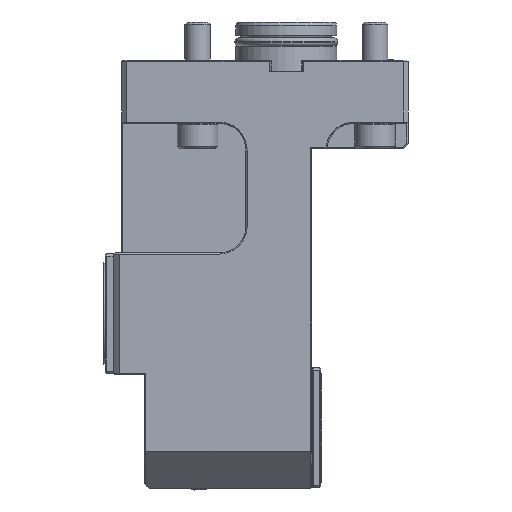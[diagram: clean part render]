
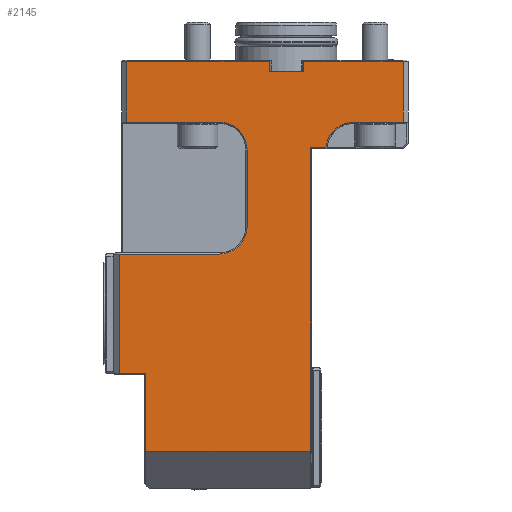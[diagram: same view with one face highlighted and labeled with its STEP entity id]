
A CAD part, front view. The second image highlights one B-rep face of the part: STEP entity #2145.
In plain terms, the highlighted planar face has unit normal (0, -1, 0).
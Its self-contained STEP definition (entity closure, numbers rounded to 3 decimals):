
#335=LINE('',#9635,#882);
#339=LINE('',#9647,#886);
#340=LINE('',#9649,#887);
#342=LINE('',#9654,#889);
#379=LINE('',#9810,#926);
#383=LINE('',#9819,#930);
#388=LINE('',#9834,#935);
#389=LINE('',#9836,#936);
#399=LINE('',#9859,#946);
#414=LINE('',#9898,#961);
#415=LINE('',#9900,#962);
#420=LINE('',#9915,#967);
#449=LINE('',#9973,#996);
#497=LINE('',#10107,#1044);
#498=LINE('',#10110,#1045);
#499=LINE('',#10111,#1046);
#500=LINE('',#10112,#1047);
#882=VECTOR('',#7062,1.);
#886=VECTOR('',#7074,1.);
#887=VECTOR('',#7077,1.);
#889=VECTOR('',#7083,1.);
#926=VECTOR('',#7196,1.);
#930=VECTOR('',#7208,1.);
#935=VECTOR('',#7215,1.);
#936=VECTOR('',#7218,1.);
#946=VECTOR('',#7242,1.);
#961=VECTOR('',#7283,1.);
#962=VECTOR('',#7286,1.);
#967=VECTOR('',#7299,1.);
#996=VECTOR('',#7350,1.);
#1044=VECTOR('',#7470,1.);
#1045=VECTOR('',#7473,1.);
#1046=VECTOR('',#7474,1.);
#1047=VECTOR('',#7475,1.);
#1398=PLANE('',#6213);
#1675=FACE_OUTER_BOUND('',#2718,.T.);
#1842=CIRCLE('',#6162,11.);
#1854=CIRCLE('',#6210,11.);
#1855=CIRCLE('',#6212,11.);
#2145=ADVANCED_FACE('',(#1675),#1398,.F.);
#2718=EDGE_LOOP('',(#3921,#3922,#3923,#3924,#3925,#3926,#3927,#3928,#3929,
#3930,#3931,#3932,#3933,#3934,#3935,#3936,#3937,#3938,#3939,#3940));
#3921=ORIENTED_EDGE('',*,*,#5517,.T.);
#3922=ORIENTED_EDGE('',*,*,#5580,.T.);
#3923=ORIENTED_EDGE('',*,*,#5581,.T.);
#3924=ORIENTED_EDGE('',*,*,#5487,.T.);
#3925=ORIENTED_EDGE('',*,*,#5484,.T.);
#3926=ORIENTED_EDGE('',*,*,#5582,.T.);
#3927=ORIENTED_EDGE('',*,*,#5480,.T.);
#3928=ORIENTED_EDGE('',*,*,#5583,.T.);
#3929=ORIENTED_EDGE('',*,*,#5479,.T.);
#3930=ORIENTED_EDGE('',*,*,#5459,.T.);
#3931=ORIENTED_EDGE('',*,*,#5447,.T.);
#3932=ORIENTED_EDGE('',*,*,#5446,.T.);
#3933=ORIENTED_EDGE('',*,*,#5579,.T.);
#3934=ORIENTED_EDGE('',*,*,#5584,.T.);
#3935=ORIENTED_EDGE('',*,*,#5440,.T.);
#3936=ORIENTED_EDGE('',*,*,#5435,.T.);
#3937=ORIENTED_EDGE('',*,*,#5374,.T.);
#3938=ORIENTED_EDGE('',*,*,#5371,.F.);
#3939=ORIENTED_EDGE('',*,*,#5370,.T.);
#3940=ORIENTED_EDGE('',*,*,#5364,.T.);
#4687=VERTEX_POINT('',#9426);
#4694=VERTEX_POINT('',#9440);
#4729=VERTEX_POINT('',#9543);
#4751=VERTEX_POINT('',#9636);
#4754=VERTEX_POINT('',#9646);
#4755=VERTEX_POINT('',#9650);
#4756=VERTEX_POINT('',#9655);
#4787=VERTEX_POINT('',#9804);
#4790=VERTEX_POINT('',#9820);
#4792=VERTEX_POINT('',#9826);
#4794=VERTEX_POINT('',#9833);
#4810=VERTEX_POINT('',#9895);
#4812=VERTEX_POINT('',#9901);
#4813=VERTEX_POINT('',#9902);
#4815=VERTEX_POINT('',#9908);
#4816=VERTEX_POINT('',#9910);
#4818=VERTEX_POINT('',#9916);
#4835=VERTEX_POINT('',#9972);
#4869=VERTEX_POINT('',#10104);
#4870=VERTEX_POINT('',#10108);
#5364=EDGE_CURVE('',#4751,#4729,#335,.T.);
#5370=EDGE_CURVE('',#4754,#4751,#339,.T.);
#5371=EDGE_CURVE('',#4754,#4755,#340,.T.);
#5374=EDGE_CURVE('',#4756,#4755,#342,.T.);
#5435=EDGE_CURVE('',#4787,#4756,#379,.T.);
#5440=EDGE_CURVE('',#4790,#4787,#383,.T.);
#5446=EDGE_CURVE('',#4792,#4794,#388,.T.);
#5447=EDGE_CURVE('',#4694,#4792,#389,.T.);
#5459=EDGE_CURVE('',#4687,#4694,#399,.T.);
#5479=EDGE_CURVE('',#4810,#4687,#414,.T.);
#5480=EDGE_CURVE('',#4812,#4813,#415,.T.);
#5484=EDGE_CURVE('',#4816,#4815,#1842,.T.);
#5487=EDGE_CURVE('',#4818,#4816,#420,.T.);
#5517=EDGE_CURVE('',#4729,#4835,#449,.T.);
#5579=EDGE_CURVE('',#4794,#4869,#1854,.T.);
#5580=EDGE_CURVE('',#4835,#4870,#497,.T.);
#5581=EDGE_CURVE('',#4870,#4818,#1855,.T.);
#5582=EDGE_CURVE('',#4815,#4812,#498,.T.);
#5583=EDGE_CURVE('',#4813,#4810,#499,.T.);
#5584=EDGE_CURVE('',#4869,#4790,#500,.T.);
#6162=AXIS2_PLACEMENT_3D('',#9909,#7292,#7293);
#6210=AXIS2_PLACEMENT_3D('',#10105,#7466,#7467);
#6212=AXIS2_PLACEMENT_3D('',#10109,#7471,#7472);
#6213=AXIS2_PLACEMENT_3D('',#10113,#7476,#7477);
#7062=DIRECTION('',(-1.,0.,0.));
#7074=DIRECTION('',(0.,0.,1.));
#7077=DIRECTION('',(1.,0.,0.));
#7083=DIRECTION('',(0.,0.,-1.));
#7196=DIRECTION('',(-1.,0.,0.));
#7208=DIRECTION('',(0.,0.,1.));
#7215=DIRECTION('',(1.,0.,0.));
#7218=DIRECTION('',(0.,0.,1.));
#7242=DIRECTION('',(1.,0.,0.));
#7283=DIRECTION('',(0.,0.,-1.));
#7286=DIRECTION('',(0.,0.,-1.));
#7292=DIRECTION('',(0.,1.,0.));
#7293=DIRECTION('',(1.,0.,0.));
#7299=DIRECTION('',(0.,0.,-1.));
#7350=DIRECTION('',(0.,0.,-1.));
#7466=DIRECTION('',(0.,1.,0.));
#7467=DIRECTION('',(1.,0.,0.));
#7470=DIRECTION('',(1.,0.,0.));
#7471=DIRECTION('',(0.,1.,0.));
#7472=DIRECTION('',(1.,0.,0.));
#7473=DIRECTION('',(-1.,0.,0.));
#7474=DIRECTION('',(1.,0.,0.));
#7475=DIRECTION('',(1.,0.,0.));
#7476=DIRECTION('',(0.,1.,0.));
#7477=DIRECTION('',(-1.,0.,0.));
#9426=CARTESIAN_POINT('',(-55.5,-38.7,-154.3));
#9440=CARTESIAN_POINT('',(9.5,-38.7,-154.3));
#9543=CARTESIAN_POINT('',(-63.,-38.7,-0.5));
#9635=CARTESIAN_POINT('',(48.,-38.7,-0.5));
#9636=CARTESIAN_POINT('',(-6.8,-38.7,-0.5));
#9646=CARTESIAN_POINT('',(-6.8,-38.7,-4.5));
#9647=CARTESIAN_POINT('',(-6.8,-38.7,-169.));
#9649=CARTESIAN_POINT('',(48.,-38.7,-4.5));
#9650=CARTESIAN_POINT('',(6.8,-38.7,-4.5));
#9654=CARTESIAN_POINT('',(6.8,-38.7,-169.));
#9655=CARTESIAN_POINT('',(6.8,-38.7,-0.5));
#9804=CARTESIAN_POINT('',(46.,-38.7,-0.5));
#9810=CARTESIAN_POINT('',(48.,-38.7,-0.5));
#9819=CARTESIAN_POINT('',(46.,-38.7,-169.));
#9820=CARTESIAN_POINT('',(46.,-38.7,-24.5));
#9826=CARTESIAN_POINT('',(9.5,-38.7,-34.5));
#9833=CARTESIAN_POINT('',(15.546,-38.7,-34.5));
#9834=CARTESIAN_POINT('',(48.,-38.7,-34.5));
#9836=CARTESIAN_POINT('',(9.5,-38.7,-35.));
#9859=CARTESIAN_POINT('',(-219.107,-38.7,-154.3));
#9895=CARTESIAN_POINT('',(-55.5,-38.7,-123.5));
#9898=CARTESIAN_POINT('',(-55.5,-38.7,-169.));
#9900=CARTESIAN_POINT('',(-66.,-38.7,-169.));
#9901=CARTESIAN_POINT('',(-66.,-38.7,-76.5));
#9902=CARTESIAN_POINT('',(-66.,-38.7,-123.5));
#9908=CARTESIAN_POINT('',(-26.5,-38.7,-76.5));
#9909=CARTESIAN_POINT('',(-26.5,-38.7,-65.5));
#9910=CARTESIAN_POINT('',(-15.5,-38.7,-65.5));
#9915=CARTESIAN_POINT('',(-15.5,-38.7,-65.5));
#9916=CARTESIAN_POINT('',(-15.5,-38.7,-35.5));
#9972=CARTESIAN_POINT('',(-63.,-38.7,-24.5));
#9973=CARTESIAN_POINT('',(-63.,-38.7,-169.));
#10104=CARTESIAN_POINT('',(26.5,-38.7,-24.5));
#10105=CARTESIAN_POINT('',(26.5,-38.7,-35.5));
#10107=CARTESIAN_POINT('',(-26.5,-38.7,-24.5));
#10108=CARTESIAN_POINT('',(-26.5,-38.7,-24.5));
#10109=CARTESIAN_POINT('',(-26.5,-38.7,-35.5));
#10110=CARTESIAN_POINT('',(-66.,-38.7,-76.5));
#10111=CARTESIAN_POINT('',(48.,-38.7,-123.5));
#10112=CARTESIAN_POINT('',(48.,-38.7,-24.5));
#10113=CARTESIAN_POINT('',(48.,-38.7,-169.));
